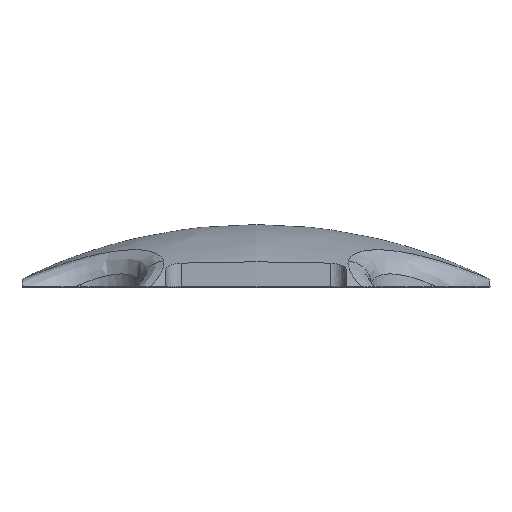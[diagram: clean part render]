
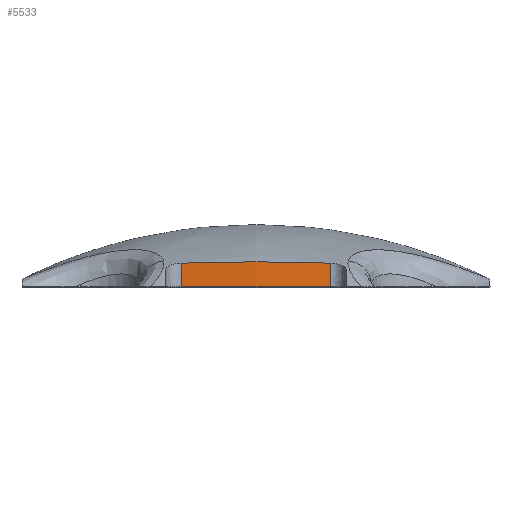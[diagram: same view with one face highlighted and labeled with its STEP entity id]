
A CAD part, top view. The second image highlights one B-rep face of the part: STEP entity #5533.
In plain terms, the highlighted free-form (B-spline) face has degree [3, 1] with [9, 2] control points.
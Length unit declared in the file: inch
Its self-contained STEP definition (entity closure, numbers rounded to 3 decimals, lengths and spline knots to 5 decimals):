
#394 = CARTESIAN_POINT ( 'NONE',  ( -2.4, 5.25447, 6.46873 ) ) ;
#474 = CARTESIAN_POINT ( 'NONE',  ( 0., 4.5, 6.54796 ) ) ;
#1017 = CARTESIAN_POINT ( 'NONE',  ( -2.4, 4.5, 6.46873 ) ) ;
#1198 = ORIENTED_EDGE ( 'NONE', *, *, #11207, .F. ) ;
#1208 = VERTEX_POINT ( 'NONE', #4945 ) ;
#1251 = EDGE_CURVE ( 'NONE', #7630, #8712, #8195, .T. ) ;
#1533 = CARTESIAN_POINT ( 'NONE',  ( 2.4, 5.30149, 6.46873 ) ) ;
#1583 = CARTESIAN_POINT ( 'NONE',  ( 1.6, 4.5, 6.51167 ) ) ;
#1634 = CARTESIAN_POINT ( 'NONE',  ( 0.8, 4.5, 6.5358 ) ) ;
#1701 = CARTESIAN_POINT ( 'NONE',  ( -2.4, 6.50215, 6.46873 ) ) ;
#2022 = CARTESIAN_POINT ( 'NONE',  ( -1.19373, 4.5, 6.52393 ) ) ;
#2231 = CARTESIAN_POINT ( 'NONE',  ( 2.20418, 4.5, 6.48091 ) ) ;
#2493 = B_SPLINE_SURFACE_WITH_KNOTS ( 'NONE', 3, 1, ( 
 ( #1533, #9535 ),
 ( #11782, #5080 ),
 ( #2686, #1583 ),
 ( #2738, #1634 ),
 ( #13038, #474 ),
 ( #9639, #14088 ),
 ( #11830, #3936 ),
 ( #8485, #2787 ),
 ( #3835, #4979 ) ),
 .UNSPECIFIED., .F., .F., .F.,
 ( 4, 2, 1, 2, 4 ),
 ( 2, 2 ),
 ( 0., 0.25, 0.5, 0.75, 1. ),
 ( 0., 1. ),
 .UNSPECIFIED. ) ;
#2686 = CARTESIAN_POINT ( 'NONE',  ( 1.6, 5.30149, 6.51167 ) ) ;
#2706 = CARTESIAN_POINT ( 'NONE',  ( 1.6, 5.27927, 6.51167 ) ) ;
#2738 = CARTESIAN_POINT ( 'NONE',  ( 0.8, 5.30149, 6.5358 ) ) ;
#2787 = CARTESIAN_POINT ( 'NONE',  ( -2., 4.5, 6.4936 ) ) ;
#3126 = CARTESIAN_POINT ( 'NONE',  ( 1.21276, 4.5, 6.52335 ) ) ;
#3277 = CARTESIAN_POINT ( 'NONE',  ( 1.3782, 4.5, 6.51802 ) ) ;
#3330 = CARTESIAN_POINT ( 'NONE',  ( -1.11229, 4.5, 6.5263 ) ) ;
#3724 = VECTOR ( 'NONE', #7348, 39.37008 ) ;
#3835 = CARTESIAN_POINT ( 'NONE',  ( -2.4, 5.30149, 6.46873 ) ) ;
#3936 = CARTESIAN_POINT ( 'NONE',  ( -1.6, 4.5, 6.51167 ) ) ;
#4311 = LINE ( 'NONE', #9898, #6131 ) ;
#4316 = CARTESIAN_POINT ( 'NONE',  ( 2.4, 4.5, 6.46873 ) ) ;
#4391 = B_SPLINE_CURVE_WITH_KNOTS ( 'NONE', 3,
 ( #4316, #2231, #10129, #6725, #3277, #5570, #12371, #10185, #3126, #11271, #12266, #12319, #13523, #7765, #5463, #7816, #6674, #3330, #12480, #14680, #13580, #2022, #6624, #14731, #7867, #1017 ),
 .UNSPECIFIED., .F., .F.,
 ( 4, 1, 1, 1, 1, 1, 1, 2, 2, 2, 1, 1, 1, 1, 1, 1, 2, 2, 4 ),
 ( 0., 0.125, 0.1875, 0.21875, 0.23438, 0.24219, 0.24609, 0.24805, 0.25, 0.5, 0.625, 0.6875, 0.71875, 0.73438, 0.74219, 0.74609, 0.74805, 0.75, 1. ),
 .UNSPECIFIED. ) ;
#4583 = CARTESIAN_POINT ( 'NONE',  ( -2.4, 4.5, 6.46873 ) ) ;
#4945 = CARTESIAN_POINT ( 'NONE',  ( 2.4, 4.5, 6.46873 ) ) ;
#4947 = CARTESIAN_POINT ( 'NONE',  ( 2.4, 5.25447, 6.46873 ) ) ;
#4979 = CARTESIAN_POINT ( 'NONE',  ( -2.4, 4.5, 6.46873 ) ) ;
#5080 = CARTESIAN_POINT ( 'NONE',  ( 2., 4.5, 6.4936 ) ) ;
#5463 = CARTESIAN_POINT ( 'NONE',  ( -0.4991, 4.5, 6.53962 ) ) ;
#5513 = EDGE_LOOP ( 'NONE', ( #9958, #1198, #5666, #10905 ) ) ;
#5533 = ADVANCED_FACE ( 'NONE', ( #9695 ), #2493, .T. ) ;
#5570 = CARTESIAN_POINT ( 'NONE',  ( 1.28921, 4.5, 6.52096 ) ) ;
#5666 = ORIENTED_EDGE ( 'NONE', *, *, #7659, .T. ) ;
#6131 = VECTOR ( 'NONE', #8605, 39.37008 ) ;
#6157 = CARTESIAN_POINT ( 'NONE',  ( 0.8, 5.2932, 6.5358 ) ) ;
#6624 = CARTESIAN_POINT ( 'NONE',  ( -1.19681, 4.5, 6.52384 ) ) ;
#6674 = CARTESIAN_POINT ( 'NONE',  ( -1.02461, 4.5, 6.5287 ) ) ;
#6725 = CARTESIAN_POINT ( 'NONE',  ( 1.55548, 4.5, 6.51164 ) ) ;
#7348 = DIRECTION ( 'NONE',  ( 0., -1., 0. ) ) ;
#7630 = VERTEX_POINT ( 'NONE', #394 ) ;
#7659 = EDGE_CURVE ( 'NONE', #13576, #7630, #12367, .T. ) ;
#7765 = CARTESIAN_POINT ( 'NONE',  ( -0.19949, 4.5, 6.54188 ) ) ;
#7816 = CARTESIAN_POINT ( 'NONE',  ( -0.84933, 4.5, 6.533 ) ) ;
#7867 = CARTESIAN_POINT ( 'NONE',  ( -2.00834, 4.5, 6.49308 ) ) ;
#8195 = LINE ( 'NONE', #1701, #3724 ) ;
#8485 = CARTESIAN_POINT ( 'NONE',  ( -2., 5.30149, 6.4936 ) ) ;
#8605 = DIRECTION ( 'NONE',  ( 0., -1., 0. ) ) ;
#8712 = VERTEX_POINT ( 'NONE', #4583 ) ;
#9535 = CARTESIAN_POINT ( 'NONE',  ( 2.4, 4.5, 6.46873 ) ) ;
#9556 = CARTESIAN_POINT ( 'NONE',  ( -1.6, 5.27927, 6.51167 ) ) ;
#9639 = CARTESIAN_POINT ( 'NONE',  ( -0.8, 5.30149, 6.5358 ) ) ;
#9695 = FACE_OUTER_BOUND ( 'NONE', #5513, .T. ) ;
#9898 = CARTESIAN_POINT ( 'NONE',  ( 2.4, 6.50215, 6.46873 ) ) ;
#9958 = ORIENTED_EDGE ( 'NONE', *, *, #11993, .F. ) ;
#10129 = CARTESIAN_POINT ( 'NONE',  ( 1.90731, 4.5, 6.49692 ) ) ;
#10185 = CARTESIAN_POINT ( 'NONE',  ( 1.22232, 4.5, 6.52306 ) ) ;
#10703 = CARTESIAN_POINT ( 'NONE',  ( -2., 5.26883, 6.4936 ) ) ;
#10905 = ORIENTED_EDGE ( 'NONE', *, *, #1251, .T. ) ;
#11207 = EDGE_CURVE ( 'NONE', #13576, #1208, #4311, .T. ) ;
#11271 = CARTESIAN_POINT ( 'NONE',  ( 1.20638, 4.5, 6.52355 ) ) ;
#11646 = CARTESIAN_POINT ( 'NONE',  ( -0.8, 5.2932, 6.5358 ) ) ;
#11782 = CARTESIAN_POINT ( 'NONE',  ( 2., 5.30149, 6.4936 ) ) ;
#11830 = CARTESIAN_POINT ( 'NONE',  ( -1.6, 5.30149, 6.51167 ) ) ;
#11993 = EDGE_CURVE ( 'NONE', #1208, #8712, #4391, .T. ) ;
#12015 = CARTESIAN_POINT ( 'NONE',  ( 2.4, 5.25447, 6.46873 ) ) ;
#12266 = CARTESIAN_POINT ( 'NONE',  ( 1.20313, 4.5, 6.52364 ) ) ;
#12319 = CARTESIAN_POINT ( 'NONE',  ( 0.799, 4.5, 6.53583 ) ) ;
#12367 = B_SPLINE_CURVE_WITH_KNOTS ( 'NONE', 3,
 ( #4947, #12955, #2706, #6157, #14108, #11646, #9556, #10703, #14159 ),
 .UNSPECIFIED., .F., .F.,
 ( 4, 2, 1, 2, 4 ),
 ( 0.0127, 0.04318, 0.07366, 0.10414, 0.13462 ),
 .UNSPECIFIED. ) ;
#12371 = CARTESIAN_POINT ( 'NONE',  ( 1.24464, 4.5, 6.52237 ) ) ;
#12480 = CARTESIAN_POINT ( 'NONE',  ( -1.15614, 4.5, 6.52504 ) ) ;
#12955 = CARTESIAN_POINT ( 'NONE',  ( 2., 5.26883, 6.4936 ) ) ;
#13038 = CARTESIAN_POINT ( 'NONE',  ( 0., 5.30149, 6.54796 ) ) ;
#13523 = CARTESIAN_POINT ( 'NONE',  ( 0.39897, 4.5, 6.54188 ) ) ;
#13576 = VERTEX_POINT ( 'NONE', #12015 ) ;
#13580 = CARTESIAN_POINT ( 'NONE',  ( -1.18747, 4.5, 6.52411 ) ) ;
#14088 = CARTESIAN_POINT ( 'NONE',  ( -0.8, 4.5, 6.5358 ) ) ;
#14108 = CARTESIAN_POINT ( 'NONE',  ( 0., 5.30022, 6.54796 ) ) ;
#14159 = CARTESIAN_POINT ( 'NONE',  ( -2.4, 5.25447, 6.46873 ) ) ;
#14680 = CARTESIAN_POINT ( 'NONE',  ( -1.17807, 4.5, 6.5244 ) ) ;
#14731 = CARTESIAN_POINT ( 'NONE',  ( -1.60834, 4.5, 6.51142 ) ) ;
